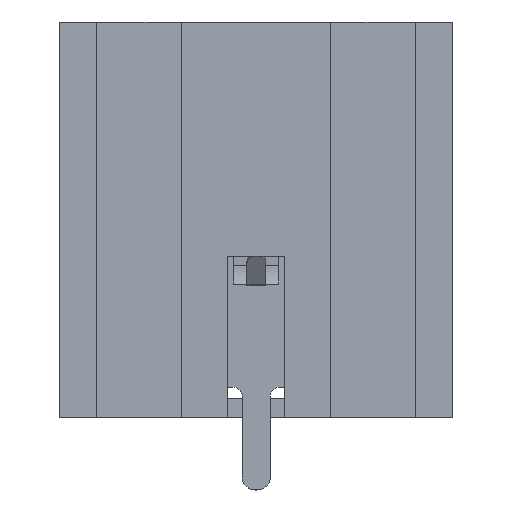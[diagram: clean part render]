
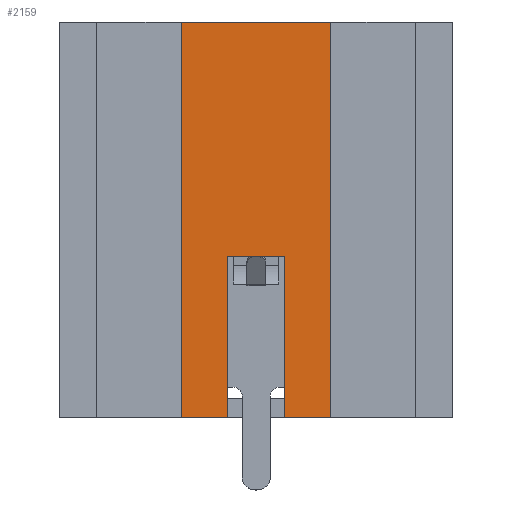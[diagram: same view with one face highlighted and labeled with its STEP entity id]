
A CAD part, left-side view. The second image highlights one B-rep face of the part: STEP entity #2159.
In plain terms, the highlighted planar face has unit normal (-1, 0, 0).
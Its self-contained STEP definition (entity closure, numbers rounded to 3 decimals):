
#134=PLANE('',#2307);
#234=FACE_OUTER_BOUND('',#344,.T.);
#344=EDGE_LOOP('',(#1810,#1811,#1812,#1813,#1814,#1815,#1816,#1817));
#484=LINE('',#3327,#746);
#498=LINE('',#3357,#760);
#558=LINE('',#3492,#820);
#559=LINE('',#3494,#821);
#560=LINE('',#3496,#822);
#561=LINE('',#3498,#823);
#562=LINE('',#3499,#824);
#563=LINE('',#3500,#825);
#746=VECTOR('',#2580,10.);
#760=VECTOR('',#2600,10.);
#820=VECTOR('',#2728,10.);
#821=VECTOR('',#2729,10.);
#822=VECTOR('',#2730,10.);
#823=VECTOR('',#2731,10.);
#824=VECTOR('',#2732,10.);
#825=VECTOR('',#2733,10.);
#1011=VERTEX_POINT('',#3324);
#1012=VERTEX_POINT('',#3326);
#1024=VERTEX_POINT('',#3354);
#1025=VERTEX_POINT('',#3356);
#1066=VERTEX_POINT('',#3491);
#1067=VERTEX_POINT('',#3493);
#1068=VERTEX_POINT('',#3495);
#1069=VERTEX_POINT('',#3497);
#1256=EDGE_CURVE('',#1011,#1012,#484,.T.);
#1270=EDGE_CURVE('',#1025,#1024,#498,.T.);
#1339=EDGE_CURVE('',#1024,#1066,#558,.T.);
#1340=EDGE_CURVE('',#1066,#1067,#559,.T.);
#1341=EDGE_CURVE('',#1067,#1068,#560,.T.);
#1342=EDGE_CURVE('',#1068,#1069,#561,.T.);
#1343=EDGE_CURVE('',#1012,#1069,#562,.T.);
#1344=EDGE_CURVE('',#1011,#1025,#563,.T.);
#1810=ORIENTED_EDGE('',*,*,#1339,.T.);
#1811=ORIENTED_EDGE('',*,*,#1340,.T.);
#1812=ORIENTED_EDGE('',*,*,#1341,.T.);
#1813=ORIENTED_EDGE('',*,*,#1342,.T.);
#1814=ORIENTED_EDGE('',*,*,#1343,.F.);
#1815=ORIENTED_EDGE('',*,*,#1256,.F.);
#1816=ORIENTED_EDGE('',*,*,#1344,.T.);
#1817=ORIENTED_EDGE('',*,*,#1270,.T.);
#2159=ADVANCED_FACE('',(#234),#134,.T.);
#2307=AXIS2_PLACEMENT_3D('',#3490,#2726,#2727);
#2580=DIRECTION('',(0.,0.,1.));
#2600=DIRECTION('',(0.,0.,1.));
#2726=DIRECTION('center_axis',(-1.,0.,0.));
#2727=DIRECTION('ref_axis',(0.,-1.,0.));
#2728=DIRECTION('',(0.,-1.,0.));
#2729=DIRECTION('',(0.,0.,-1.));
#2730=DIRECTION('',(0.,-1.,0.));
#2731=DIRECTION('',(0.,0.,1.));
#2732=DIRECTION('',(0.,-1.,0.));
#2733=DIRECTION('',(0.,-1.,0.));
#3324=CARTESIAN_POINT('',(0.,14.5,0.));
#3326=CARTESIAN_POINT('',(0.,14.5,21.1));
#3327=CARTESIAN_POINT('',(0.,14.5,0.));
#3354=CARTESIAN_POINT('',(0.,12.,8.6));
#3356=CARTESIAN_POINT('',(0.,12.,0.));
#3357=CARTESIAN_POINT('',(0.,12.,0.));
#3490=CARTESIAN_POINT('Origin',(0.,14.5,0.));
#3491=CARTESIAN_POINT('',(0.,9.,8.6));
#3492=CARTESIAN_POINT('',(0.,12.5,8.6));
#3493=CARTESIAN_POINT('',(0.,9.,0.));
#3494=CARTESIAN_POINT('',(0.,9.,0.));
#3495=CARTESIAN_POINT('',(0.,6.5,0.));
#3496=CARTESIAN_POINT('',(0.,40.,0.));
#3497=CARTESIAN_POINT('',(0.,6.5,21.1));
#3498=CARTESIAN_POINT('',(0.,6.5,0.));
#3499=CARTESIAN_POINT('',(0.,21.,21.1));
#3500=CARTESIAN_POINT('',(0.,21.,0.));
